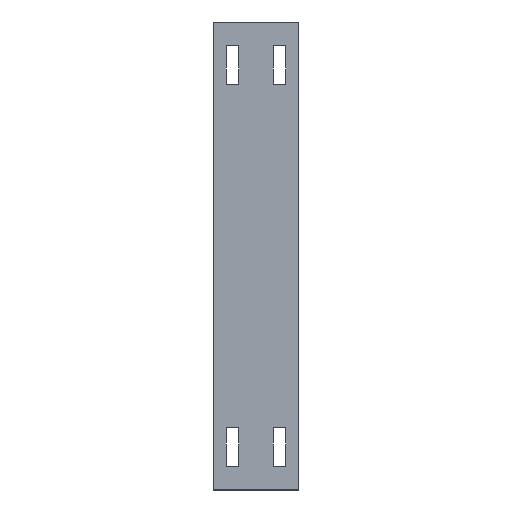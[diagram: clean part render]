
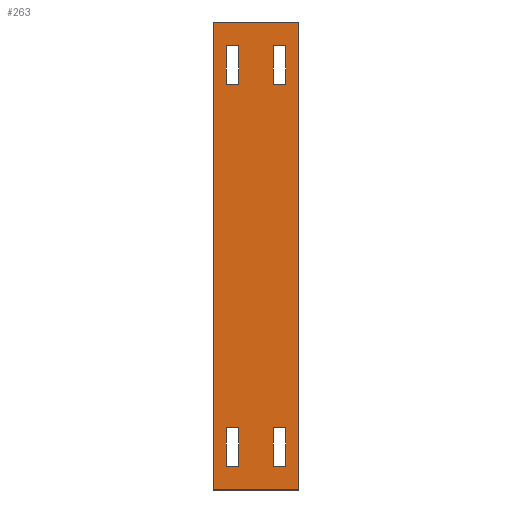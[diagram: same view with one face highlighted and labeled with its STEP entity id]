
A CAD part, top view. The second image highlights one B-rep face of the part: STEP entity #263.
In plain terms, the highlighted planar face has unit normal (0, 0, 1).
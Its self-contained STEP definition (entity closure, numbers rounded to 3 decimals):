
#107=AXIS2_PLACEMENT_3D('Plane Axis2P3D',#104,#105,#106) ;
#51=CARTESIAN_POINT('Vertex',(7.7,8.,1.)) ;
#54=CARTESIAN_POINT('Line Origine',(7.7,5.5,1.)) ;
#58=CARTESIAN_POINT('Vertex',(7.7,3.,1.)) ;
#78=CARTESIAN_POINT('Line Origine',(8.5,3.,1.)) ;
#82=CARTESIAN_POINT('Vertex',(9.3,3.,1.)) ;
#104=CARTESIAN_POINT('Axis2P3D Location',(5.5,30.,1.)) ;
#109=CARTESIAN_POINT('Line Origine',(5.5,60.,1.)) ;
#113=CARTESIAN_POINT('Vertex',(11.,60.,1.)) ;
#115=CARTESIAN_POINT('Vertex',(0.,60.,1.)) ;
#118=CARTESIAN_POINT('Line Origine',(0.,30.,1.)) ;
#122=CARTESIAN_POINT('Vertex',(0.,0.,1.)) ;
#125=CARTESIAN_POINT('Line Origine',(5.5,0.,1.)) ;
#129=CARTESIAN_POINT('Vertex',(11.,0.,1.)) ;
#132=CARTESIAN_POINT('Line Origine',(11.,30.,1.)) ;
#143=CARTESIAN_POINT('Line Origine',(8.5,8.,1.)) ;
#147=CARTESIAN_POINT('Vertex',(9.3,8.,1.)) ;
#150=CARTESIAN_POINT('Line Origine',(9.3,5.5,1.)) ;
#161=CARTESIAN_POINT('Line Origine',(1.7,5.5,1.)) ;
#165=CARTESIAN_POINT('Vertex',(1.7,8.,1.)) ;
#167=CARTESIAN_POINT('Vertex',(1.7,3.,1.)) ;
#170=CARTESIAN_POINT('Line Origine',(2.5,8.,1.)) ;
#174=CARTESIAN_POINT('Vertex',(3.3,8.,1.)) ;
#177=CARTESIAN_POINT('Line Origine',(3.3,5.5,1.)) ;
#181=CARTESIAN_POINT('Vertex',(3.3,3.,1.)) ;
#184=CARTESIAN_POINT('Line Origine',(2.5,3.,1.)) ;
#195=CARTESIAN_POINT('Line Origine',(3.3,54.5,1.)) ;
#199=CARTESIAN_POINT('Vertex',(3.3,52.,1.)) ;
#201=CARTESIAN_POINT('Vertex',(3.3,57.,1.)) ;
#204=CARTESIAN_POINT('Line Origine',(2.5,52.,1.)) ;
#208=CARTESIAN_POINT('Vertex',(1.7,52.,1.)) ;
#211=CARTESIAN_POINT('Line Origine',(1.7,54.5,1.)) ;
#215=CARTESIAN_POINT('Vertex',(1.7,57.,1.)) ;
#218=CARTESIAN_POINT('Line Origine',(2.5,57.,1.)) ;
#229=CARTESIAN_POINT('Line Origine',(9.3,54.5,1.)) ;
#233=CARTESIAN_POINT('Vertex',(9.3,52.,1.)) ;
#235=CARTESIAN_POINT('Vertex',(9.3,57.,1.)) ;
#238=CARTESIAN_POINT('Line Origine',(8.5,52.,1.)) ;
#242=CARTESIAN_POINT('Vertex',(7.7,52.,1.)) ;
#245=CARTESIAN_POINT('Line Origine',(7.7,54.5,1.)) ;
#249=CARTESIAN_POINT('Vertex',(7.7,57.,1.)) ;
#252=CARTESIAN_POINT('Line Origine',(8.5,57.,1.)) ;
#55=DIRECTION('Vector Direction',(0.,-1.,0.)) ;
#79=DIRECTION('Vector Direction',(-1.,0.,0.)) ;
#105=DIRECTION('Axis2P3D Direction',(0.,0.,1.)) ;
#106=DIRECTION('Axis2P3D XDirection',(0.,-1.,0.)) ;
#110=DIRECTION('Vector Direction',(-1.,0.,0.)) ;
#119=DIRECTION('Vector Direction',(0.,1.,0.)) ;
#126=DIRECTION('Vector Direction',(1.,0.,0.)) ;
#133=DIRECTION('Vector Direction',(0.,-1.,0.)) ;
#144=DIRECTION('Vector Direction',(1.,0.,0.)) ;
#151=DIRECTION('Vector Direction',(0.,1.,0.)) ;
#162=DIRECTION('Vector Direction',(0.,1.,0.)) ;
#171=DIRECTION('Vector Direction',(-1.,0.,0.)) ;
#178=DIRECTION('Vector Direction',(0.,-1.,0.)) ;
#185=DIRECTION('Vector Direction',(1.,0.,0.)) ;
#196=DIRECTION('Vector Direction',(0.,1.,0.)) ;
#205=DIRECTION('Vector Direction',(-1.,0.,0.)) ;
#212=DIRECTION('Vector Direction',(0.,-1.,0.)) ;
#219=DIRECTION('Vector Direction',(1.,0.,0.)) ;
#230=DIRECTION('Vector Direction',(0.,-1.,0.)) ;
#239=DIRECTION('Vector Direction',(1.,0.,0.)) ;
#246=DIRECTION('Vector Direction',(0.,1.,0.)) ;
#253=DIRECTION('Vector Direction',(-1.,0.,0.)) ;
#56=VECTOR('Line Direction',#55,1.) ;
#80=VECTOR('Line Direction',#79,1.) ;
#111=VECTOR('Line Direction',#110,1.) ;
#120=VECTOR('Line Direction',#119,1.) ;
#127=VECTOR('Line Direction',#126,1.) ;
#134=VECTOR('Line Direction',#133,1.) ;
#145=VECTOR('Line Direction',#144,1.) ;
#152=VECTOR('Line Direction',#151,1.) ;
#163=VECTOR('Line Direction',#162,1.) ;
#172=VECTOR('Line Direction',#171,1.) ;
#179=VECTOR('Line Direction',#178,1.) ;
#186=VECTOR('Line Direction',#185,1.) ;
#197=VECTOR('Line Direction',#196,1.) ;
#206=VECTOR('Line Direction',#205,1.) ;
#213=VECTOR('Line Direction',#212,1.) ;
#220=VECTOR('Line Direction',#219,1.) ;
#231=VECTOR('Line Direction',#230,1.) ;
#240=VECTOR('Line Direction',#239,1.) ;
#247=VECTOR('Line Direction',#246,1.) ;
#254=VECTOR('Line Direction',#253,1.) ;
#138=ORIENTED_EDGE('',*,*,#117,.T.) ;
#139=ORIENTED_EDGE('',*,*,#124,.T.) ;
#140=ORIENTED_EDGE('',*,*,#131,.T.) ;
#141=ORIENTED_EDGE('',*,*,#136,.T.) ;
#156=ORIENTED_EDGE('',*,*,#60,.F.) ;
#157=ORIENTED_EDGE('',*,*,#149,.F.) ;
#158=ORIENTED_EDGE('',*,*,#154,.F.) ;
#159=ORIENTED_EDGE('',*,*,#84,.F.) ;
#190=ORIENTED_EDGE('',*,*,#169,.F.) ;
#191=ORIENTED_EDGE('',*,*,#176,.F.) ;
#192=ORIENTED_EDGE('',*,*,#183,.F.) ;
#193=ORIENTED_EDGE('',*,*,#188,.F.) ;
#224=ORIENTED_EDGE('',*,*,#203,.F.) ;
#225=ORIENTED_EDGE('',*,*,#210,.F.) ;
#226=ORIENTED_EDGE('',*,*,#217,.F.) ;
#227=ORIENTED_EDGE('',*,*,#222,.F.) ;
#258=ORIENTED_EDGE('',*,*,#237,.F.) ;
#259=ORIENTED_EDGE('',*,*,#244,.F.) ;
#260=ORIENTED_EDGE('',*,*,#251,.F.) ;
#261=ORIENTED_EDGE('',*,*,#256,.F.) ;
#160=FACE_BOUND('',#155,.T.) ;
#194=FACE_BOUND('',#189,.T.) ;
#228=FACE_BOUND('',#223,.T.) ;
#262=FACE_BOUND('',#257,.T.) ;
#263=ADVANCED_FACE('S3D gedreht',(#142,#160,#194,#228,#262),#108,.T.) ;
#60=EDGE_CURVE('',#52,#59,#57,.T.) ;
#84=EDGE_CURVE('',#59,#83,#81,.F.) ;
#117=EDGE_CURVE('',#114,#116,#112,.T.) ;
#124=EDGE_CURVE('',#116,#123,#121,.F.) ;
#131=EDGE_CURVE('',#123,#130,#128,.T.) ;
#136=EDGE_CURVE('',#130,#114,#135,.F.) ;
#149=EDGE_CURVE('',#148,#52,#146,.F.) ;
#154=EDGE_CURVE('',#83,#148,#153,.T.) ;
#169=EDGE_CURVE('',#166,#168,#164,.F.) ;
#176=EDGE_CURVE('',#175,#166,#173,.T.) ;
#183=EDGE_CURVE('',#182,#175,#180,.F.) ;
#188=EDGE_CURVE('',#168,#182,#187,.T.) ;
#203=EDGE_CURVE('',#200,#202,#198,.T.) ;
#210=EDGE_CURVE('',#209,#200,#207,.F.) ;
#217=EDGE_CURVE('',#216,#209,#214,.T.) ;
#222=EDGE_CURVE('',#202,#216,#221,.F.) ;
#237=EDGE_CURVE('',#234,#236,#232,.F.) ;
#244=EDGE_CURVE('',#243,#234,#241,.T.) ;
#251=EDGE_CURVE('',#250,#243,#248,.F.) ;
#256=EDGE_CURVE('',#236,#250,#255,.T.) ;
#137=EDGE_LOOP('',(#138,#139,#140,#141)) ;
#155=EDGE_LOOP('',(#156,#157,#158,#159)) ;
#189=EDGE_LOOP('',(#190,#191,#192,#193)) ;
#223=EDGE_LOOP('',(#224,#225,#226,#227)) ;
#257=EDGE_LOOP('',(#258,#259,#260,#261)) ;
#142=FACE_OUTER_BOUND('',#137,.T.) ;
#57=LINE('Line',#54,#56) ;
#81=LINE('Line',#78,#80) ;
#112=LINE('Line',#109,#111) ;
#121=LINE('Line',#118,#120) ;
#128=LINE('Line',#125,#127) ;
#135=LINE('Line',#132,#134) ;
#146=LINE('Line',#143,#145) ;
#153=LINE('Line',#150,#152) ;
#164=LINE('Line',#161,#163) ;
#173=LINE('Line',#170,#172) ;
#180=LINE('Line',#177,#179) ;
#187=LINE('Line',#184,#186) ;
#198=LINE('Line',#195,#197) ;
#207=LINE('Line',#204,#206) ;
#214=LINE('Line',#211,#213) ;
#221=LINE('Line',#218,#220) ;
#232=LINE('Line',#229,#231) ;
#241=LINE('Line',#238,#240) ;
#248=LINE('Line',#245,#247) ;
#255=LINE('Line',#252,#254) ;
#108=PLANE('',#107) ;
#52=VERTEX_POINT('',#51) ;
#59=VERTEX_POINT('',#58) ;
#83=VERTEX_POINT('',#82) ;
#114=VERTEX_POINT('',#113) ;
#116=VERTEX_POINT('',#115) ;
#123=VERTEX_POINT('',#122) ;
#130=VERTEX_POINT('',#129) ;
#148=VERTEX_POINT('',#147) ;
#166=VERTEX_POINT('',#165) ;
#168=VERTEX_POINT('',#167) ;
#175=VERTEX_POINT('',#174) ;
#182=VERTEX_POINT('',#181) ;
#200=VERTEX_POINT('',#199) ;
#202=VERTEX_POINT('',#201) ;
#209=VERTEX_POINT('',#208) ;
#216=VERTEX_POINT('',#215) ;
#234=VERTEX_POINT('',#233) ;
#236=VERTEX_POINT('',#235) ;
#243=VERTEX_POINT('',#242) ;
#250=VERTEX_POINT('',#249) ;
